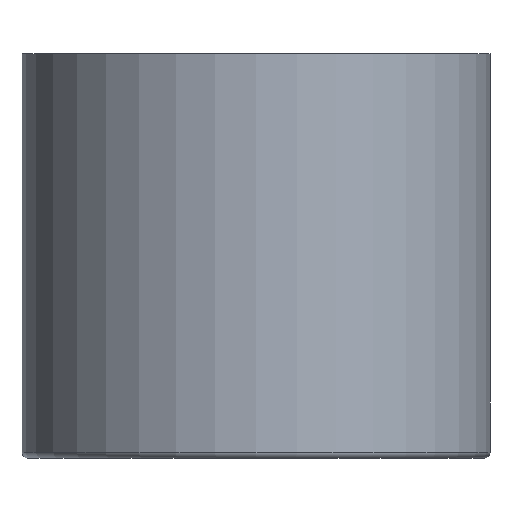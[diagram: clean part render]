
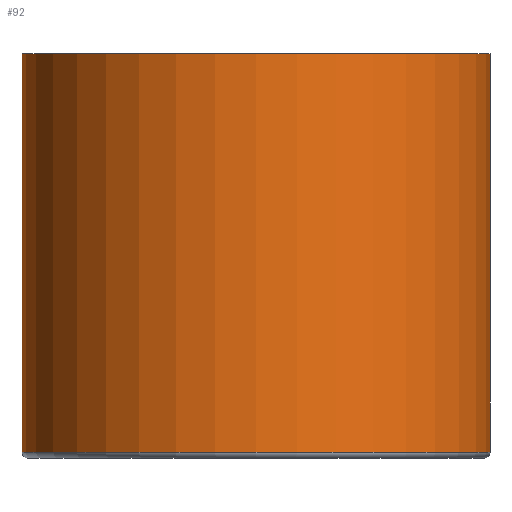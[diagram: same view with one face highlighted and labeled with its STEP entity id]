
A CAD part, front view. The second image highlights one B-rep face of the part: STEP entity #92.
In plain terms, the highlighted cylindrical face has radius 37 mm (diameter 74 mm), a full revolution.
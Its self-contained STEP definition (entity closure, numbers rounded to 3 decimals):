
#60=CARTESIAN_POINT('',(195.949,115.959,5.));
#61=DIRECTION('',(0.,0.,1.));
#62=DIRECTION('',(1.,0.,-0.));
#63=AXIS2_PLACEMENT_3D('',#60,#61,#62);
#64=CYLINDRICAL_SURFACE('',#63,37.);
#65=CARTESIAN_POINT('',(232.949,115.959,69.));
#66=VERTEX_POINT('',#65);
#67=CARTESIAN_POINT('',(232.949,115.959,6.));
#68=VERTEX_POINT('',#67);
#69=CARTESIAN_POINT('',(232.949,115.959,69.));
#70=DIRECTION('',(-0.,-0.,-1.));
#71=VECTOR('',#70,63.);
#72=LINE('',#69,#71);
#73=EDGE_CURVE('',#66,#68,#72,.T.);
#74=ORIENTED_EDGE('',*,*,#73,.T.);
#75=CARTESIAN_POINT('',(195.949,115.959,6.));
#76=DIRECTION('',(0.,0.,1.));
#77=DIRECTION('',(1.,0.,-0.));
#78=AXIS2_PLACEMENT_3D('',#75,#76,#77);
#79=CIRCLE('',#78,37.);
#80=EDGE_CURVE('',#68,#68,#79,.T.);
#81=ORIENTED_EDGE('',*,*,#80,.T.);
#82=ORIENTED_EDGE('',*,*,#73,.F.);
#83=CARTESIAN_POINT('',(195.949,115.959,69.));
#84=DIRECTION('',(0.,0.,1.));
#85=DIRECTION('',(1.,0.,-0.));
#86=AXIS2_PLACEMENT_3D('',#83,#84,#85);
#87=CIRCLE('',#86,37.);
#88=EDGE_CURVE('',#66,#66,#87,.T.);
#89=ORIENTED_EDGE('',*,*,#88,.F.);
#90=EDGE_LOOP('',(#74,#81,#82,#89));
#91=FACE_BOUND('',#90,.T.);
#92=ADVANCED_FACE('',(#91),#64,.T.);
